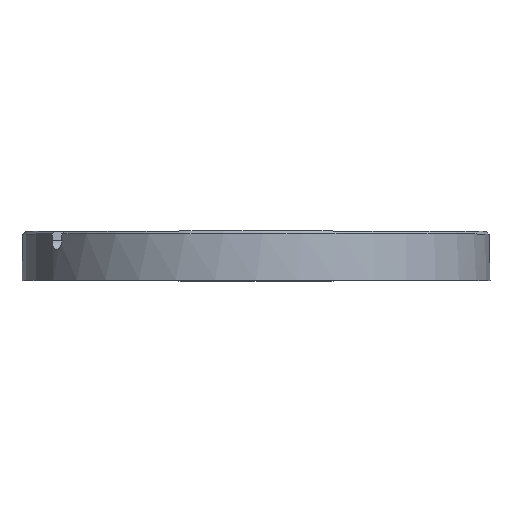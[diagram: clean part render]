
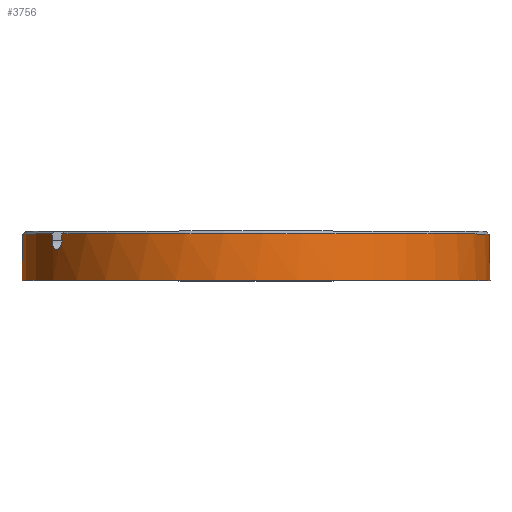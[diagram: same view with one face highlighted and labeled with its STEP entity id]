
A CAD part, top view. The second image highlights one B-rep face of the part: STEP entity #3756.
In plain terms, the highlighted conical face has half-angle 1 degrees and reference radius 53.975 mm.
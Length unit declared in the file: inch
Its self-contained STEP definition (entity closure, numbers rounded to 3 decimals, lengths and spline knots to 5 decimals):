
#171=B_SPLINE_CURVE_WITH_KNOTS('',3,(#5674,#5675,#5676,#5677,#5678,#5679,
#5680,#5681,#5682,#5683,#5684,#5685,#5686,#5687,#5688,#5689,#5690,#5691),
 .UNSPECIFIED.,.F.,.F.,(4,2,2,2,2,2,2,2,4),(0.65049,0.73174,
0.81313,0.89452,0.97591,1.05729,1.13868,
1.22008,1.30132),.UNSPECIFIED.);
#172=B_SPLINE_CURVE_WITH_KNOTS('',3,(#5696,#5697,#5698,#5699,#5700,#5701,
#5702,#5703,#5704,#5705,#5706,#5707,#5708,#5709,#5710,#5711,#5712,#5713),
 .UNSPECIFIED.,.F.,.F.,(4,2,2,2,2,2,2,2,4),(-0.65099,-0.56974,
-0.48834,-0.40696,-0.32557,-0.24418,
-0.1628,-0.0814,-0.00015),
 .UNSPECIFIED.);
#278=CONICAL_SURFACE('',#4031,2.125,0.017);
#328=LINE('',#5670,#593);
#329=LINE('',#5672,#594);
#330=LINE('',#5692,#595);
#331=LINE('',#5694,#596);
#332=LINE('',#5714,#597);
#593=VECTOR('',#4526,2.125);
#594=VECTOR('',#4527,0.3937);
#595=VECTOR('',#4528,0.3937);
#596=VECTOR('',#4529,0.3937);
#597=VECTOR('',#4530,0.3937);
#905=FACE_OUTER_BOUND('',#1113,.T.);
#1113=EDGE_LOOP('',(#2626,#2627,#2628,#2629,#2630,#2631,#2632,#2633,#2634,
#2635,#2636,#2637,#2638));
#1376=CIRCLE('',#4018,2.11763);
#1377=CIRCLE('',#4019,2.11763);
#1379=CIRCLE('',#4022,2.11763);
#1386=CIRCLE('',#4032,2.125);
#1387=CIRCLE('',#4033,2.125);
#1594=VERTEX_POINT('',#5582);
#1595=VERTEX_POINT('',#5586);
#1596=VERTEX_POINT('',#5588);
#1599=VERTEX_POINT('',#5597);
#1600=VERTEX_POINT('',#5599);
#1613=VERTEX_POINT('',#5667);
#1614=VERTEX_POINT('',#5668);
#1615=VERTEX_POINT('',#5671);
#1616=VERTEX_POINT('',#5673);
#1617=VERTEX_POINT('',#5693);
#1618=VERTEX_POINT('',#5695);
#2002=EDGE_CURVE('',#1594,#1595,#1376,.T.);
#2003=EDGE_CURVE('',#1595,#1596,#1377,.T.);
#2007=EDGE_CURVE('',#1599,#1600,#1379,.T.);
#2022=EDGE_CURVE('',#1613,#1614,#1386,.T.);
#2023=EDGE_CURVE('',#1614,#1595,#328,.T.);
#2024=EDGE_CURVE('',#1615,#1594,#329,.T.);
#2025=EDGE_CURVE('',#1615,#1616,#171,.T.);
#2026=EDGE_CURVE('',#1600,#1616,#330,.T.);
#2027=EDGE_CURVE('',#1617,#1599,#331,.T.);
#2028=EDGE_CURVE('',#1617,#1618,#172,.T.);
#2029=EDGE_CURVE('',#1618,#1596,#332,.T.);
#2030=EDGE_CURVE('',#1614,#1613,#1387,.T.);
#2626=ORIENTED_EDGE('',*,*,#2022,.T.);
#2627=ORIENTED_EDGE('',*,*,#2023,.T.);
#2628=ORIENTED_EDGE('',*,*,#2002,.F.);
#2629=ORIENTED_EDGE('',*,*,#2024,.F.);
#2630=ORIENTED_EDGE('',*,*,#2025,.T.);
#2631=ORIENTED_EDGE('',*,*,#2026,.F.);
#2632=ORIENTED_EDGE('',*,*,#2007,.F.);
#2633=ORIENTED_EDGE('',*,*,#2027,.F.);
#2634=ORIENTED_EDGE('',*,*,#2028,.T.);
#2635=ORIENTED_EDGE('',*,*,#2029,.T.);
#2636=ORIENTED_EDGE('',*,*,#2003,.F.);
#2637=ORIENTED_EDGE('',*,*,#2023,.F.);
#2638=ORIENTED_EDGE('',*,*,#2030,.T.);
#3756=ADVANCED_FACE('',(#905),#278,.T.);
#4018=AXIS2_PLACEMENT_3D('',#5587,#4491,#4492);
#4019=AXIS2_PLACEMENT_3D('',#5589,#4493,#4494);
#4022=AXIS2_PLACEMENT_3D('',#5600,#4500,#4501);
#4031=AXIS2_PLACEMENT_3D('',#5666,#4522,#4523);
#4032=AXIS2_PLACEMENT_3D('',#5669,#4524,#4525);
#4033=AXIS2_PLACEMENT_3D('',#5715,#4531,#4532);
#4491=DIRECTION('center_axis',(0.,1.,0.));
#4492=DIRECTION('ref_axis',(1.,0.,0.));
#4493=DIRECTION('center_axis',(0.,1.,0.));
#4494=DIRECTION('ref_axis',(1.,0.,0.));
#4500=DIRECTION('center_axis',(0.,1.,0.));
#4501=DIRECTION('ref_axis',(0.,0.,-1.));
#4522=DIRECTION('center_axis',(0.,-1.,0.));
#4523=DIRECTION('ref_axis',(1.,0.,0.));
#4524=DIRECTION('center_axis',(0.,1.,0.));
#4525=DIRECTION('ref_axis',(1.,0.,0.));
#4526=DIRECTION('',(0.017,1.,0.));
#4527=DIRECTION('',(-0.009,1.,0.015));
#4528=DIRECTION('',(0.009,-1.,-0.015));
#4529=DIRECTION('',(0.015,1.,-0.009));
#4530=DIRECTION('',(0.015,1.,-0.009));
#4531=DIRECTION('center_axis',(0.,1.,0.));
#4532=DIRECTION('ref_axis',(1.,0.,0.));
#5582=CARTESIAN_POINT('',(1.02846,0.42214,-1.85112));
#5586=CARTESIAN_POINT('',(-2.11763,0.42215,0.));
#5587=CARTESIAN_POINT('Origin',(0.,0.42215,0.));
#5588=CARTESIAN_POINT('',(-1.85112,0.42214,1.02846));
#5589=CARTESIAN_POINT('Origin',(0.,0.42215,0.));
#5597=CARTESIAN_POINT('',(-1.76265,0.42214,1.17363));
#5599=CARTESIAN_POINT('',(1.17363,0.42214,-1.76265));
#5600=CARTESIAN_POINT('Origin',(0.,0.42214,0.));
#5666=CARTESIAN_POINT('Origin',(0.,0.,0.));
#5667=CARTESIAN_POINT('',(2.125,0.,0.));
#5668=CARTESIAN_POINT('',(-2.125,0.,0.));
#5669=CARTESIAN_POINT('Origin',(0.,0.,
0.));
#5670=CARTESIAN_POINT('',(-2.125,0.,0.));
#5671=CARTESIAN_POINT('',(1.02901,0.36213,-1.85201));
#5672=CARTESIAN_POINT('',(1.02901,0.36213,-1.85201));
#5673=CARTESIAN_POINT('',(1.17418,0.36213,-1.76355));
#5674=CARTESIAN_POINT('Ctrl Pts',(1.02901,0.36213,-1.85201));
#5675=CARTESIAN_POINT('Ctrl Pts',(1.0291,0.35146,-1.85217));
#5676=CARTESIAN_POINT('Ctrl Pts',(1.03107,0.34009,-1.85131));
#5677=CARTESIAN_POINT('Ctrl Pts',(1.03882,0.31916,-1.84739));
#5678=CARTESIAN_POINT('Ctrl Pts',(1.04461,0.3096,-1.84432));
#5679=CARTESIAN_POINT('Ctrl Pts',(1.05786,0.29449,-1.83706));
#5680=CARTESIAN_POINT('Ctrl Pts',(1.0662,0.28795,-1.83238));
#5681=CARTESIAN_POINT('Ctrl Pts',(1.08434,0.27926,-1.82188));
#5682=CARTESIAN_POINT('Ctrl Pts',(1.09413,0.27713,-1.81606));
#5683=CARTESIAN_POINT('Ctrl Pts',(1.11237,0.27713,-1.80495));
#5684=CARTESIAN_POINT('Ctrl Pts',(1.12203,0.27926,-1.79891));
#5685=CARTESIAN_POINT('Ctrl Pts',(1.13968,0.28795,-1.78761));
#5686=CARTESIAN_POINT('Ctrl Pts',(1.14766,0.29449,-1.78234));
#5687=CARTESIAN_POINT('Ctrl Pts',(1.16019,0.3096,-1.7739));
#5688=CARTESIAN_POINT('Ctrl Pts',(1.16557,0.31916,-1.77015));
#5689=CARTESIAN_POINT('Ctrl Pts',(1.17261,0.34009,-1.76506));
#5690=CARTESIAN_POINT('Ctrl Pts',(1.17427,0.35146,-1.76371));
#5691=CARTESIAN_POINT('Ctrl Pts',(1.17418,0.36213,-1.76355));
#5692=CARTESIAN_POINT('',(1.17363,0.42213,-1.76265));
#5693=CARTESIAN_POINT('',(-1.76355,0.36213,1.17418));
#5694=CARTESIAN_POINT('',(-1.76355,0.36213,1.17418));
#5695=CARTESIAN_POINT('',(-1.85201,0.36213,1.02901));
#5696=CARTESIAN_POINT('Ctrl Pts',(-1.76355,0.36213,1.17418));
#5697=CARTESIAN_POINT('Ctrl Pts',(-1.76371,0.35146,1.17427));
#5698=CARTESIAN_POINT('Ctrl Pts',(-1.76506,0.34009,1.17261));
#5699=CARTESIAN_POINT('Ctrl Pts',(-1.77015,0.31916,1.16557));
#5700=CARTESIAN_POINT('Ctrl Pts',(-1.7739,0.3096,1.16019));
#5701=CARTESIAN_POINT('Ctrl Pts',(-1.78234,0.29449,1.14766));
#5702=CARTESIAN_POINT('Ctrl Pts',(-1.78761,0.28795,1.13968));
#5703=CARTESIAN_POINT('Ctrl Pts',(-1.79891,0.27926,1.12203));
#5704=CARTESIAN_POINT('Ctrl Pts',(-1.80495,0.27713,1.11237));
#5705=CARTESIAN_POINT('Ctrl Pts',(-1.81606,0.27713,1.09413));
#5706=CARTESIAN_POINT('Ctrl Pts',(-1.82188,0.27926,1.08434));
#5707=CARTESIAN_POINT('Ctrl Pts',(-1.83238,0.28795,1.0662));
#5708=CARTESIAN_POINT('Ctrl Pts',(-1.83706,0.29449,1.05786));
#5709=CARTESIAN_POINT('Ctrl Pts',(-1.84432,0.3096,1.04461));
#5710=CARTESIAN_POINT('Ctrl Pts',(-1.84739,0.31916,1.03882));
#5711=CARTESIAN_POINT('Ctrl Pts',(-1.85131,0.34009,1.03107));
#5712=CARTESIAN_POINT('Ctrl Pts',(-1.85217,0.35146,1.0291));
#5713=CARTESIAN_POINT('Ctrl Pts',(-1.85201,0.36213,1.02901));
#5714=CARTESIAN_POINT('',(-1.85201,0.36213,1.02901));
#5715=CARTESIAN_POINT('Origin',(0.,0.,
0.));
